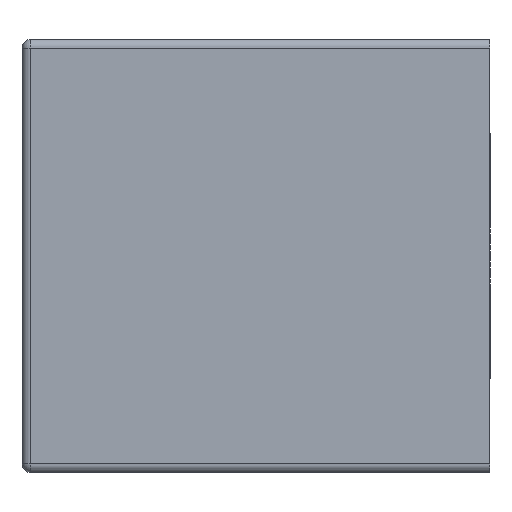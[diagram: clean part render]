
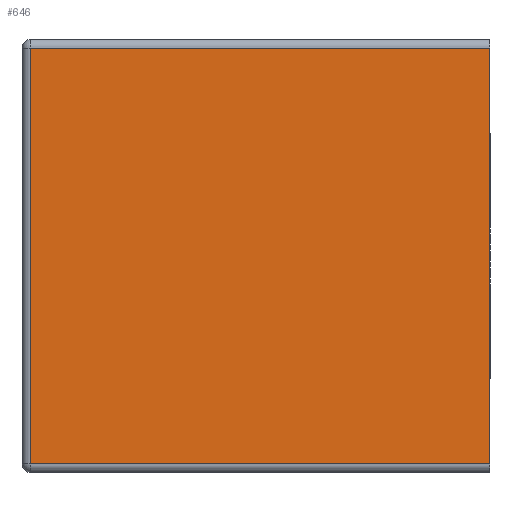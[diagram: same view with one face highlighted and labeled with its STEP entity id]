
A CAD part, left-side view. The second image highlights one B-rep face of the part: STEP entity #646.
In plain terms, the highlighted planar face has unit normal (-1, 0, 0).
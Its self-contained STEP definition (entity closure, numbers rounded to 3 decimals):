
#41 = EDGE_CURVE ( 'NONE', #130, #1203, #662, .T. ) ;
#53 = CARTESIAN_POINT ( 'NONE',  ( -114., 27., -12. ) ) ;
#60 = LINE ( 'NONE', #53, #1260 ) ;
#130 = VERTEX_POINT ( 'NONE', #486 ) ;
#134 = CARTESIAN_POINT ( 'NONE',  ( -114., 26.5, 12.5 ) ) ;
#156 = CARTESIAN_POINT ( 'NONE',  ( -114., 26.5, -12. ) ) ;
#158 = CARTESIAN_POINT ( 'NONE',  ( -114., 26.5, 12. ) ) ;
#236 = DIRECTION ( 'NONE',  ( 0., 0., -1. ) ) ;
#244 = PLANE ( 'NONE',  #309 ) ;
#249 = FACE_OUTER_BOUND ( 'NONE', #650, .T. ) ;
#309 = AXIS2_PLACEMENT_3D ( 'NONE', #653, #861, #1280 ) ;
#407 = VECTOR ( 'NONE', #236, 1000. ) ;
#428 = EDGE_CURVE ( 'NONE', #1203, #514, #1247, .T. ) ;
#466 = CARTESIAN_POINT ( 'NONE',  ( -114., 0., -12. ) ) ;
#476 = DIRECTION ( 'NONE',  ( 0., 0., -1. ) ) ;
#486 = CARTESIAN_POINT ( 'NONE',  ( -114., 0., 12. ) ) ;
#500 = VERTEX_POINT ( 'NONE', #466 ) ;
#514 = VERTEX_POINT ( 'NONE', #156 ) ;
#580 = EDGE_CURVE ( 'NONE', #514, #500, #60, .T. ) ;
#646 = ADVANCED_FACE ( 'NONE', ( #249 ), #244, .F. ) ;
#650 = EDGE_LOOP ( 'NONE', ( #922, #896, #813, #919 ) ) ;
#653 = CARTESIAN_POINT ( 'NONE',  ( -114., 27., 12.5 ) ) ;
#662 = LINE ( 'NONE', #158, #1330 ) ;
#772 = CARTESIAN_POINT ( 'NONE',  ( -114., 26.5, 12. ) ) ;
#776 = DIRECTION ( 'NONE',  ( 0., -1., 0. ) ) ;
#813 = ORIENTED_EDGE ( 'NONE', *, *, #1207, .F. ) ;
#861 = DIRECTION ( 'NONE',  ( 1., 0., 0. ) ) ;
#896 = ORIENTED_EDGE ( 'NONE', *, *, #580, .T. ) ;
#919 = ORIENTED_EDGE ( 'NONE', *, *, #41, .T. ) ;
#922 = ORIENTED_EDGE ( 'NONE', *, *, #428, .T. ) ;
#991 = DIRECTION ( 'NONE',  ( 0., 1., 0. ) ) ;
#1019 = VECTOR ( 'NONE', #476, 1000. ) ;
#1075 = LINE ( 'NONE', #1195, #1019 ) ;
#1195 = CARTESIAN_POINT ( 'NONE',  ( -114., 0., 12.5 ) ) ;
#1203 = VERTEX_POINT ( 'NONE', #772 ) ;
#1207 = EDGE_CURVE ( 'NONE', #130, #500, #1075, .T. ) ;
#1247 = LINE ( 'NONE', #134, #407 ) ;
#1260 = VECTOR ( 'NONE', #776, 1000. ) ;
#1280 = DIRECTION ( 'NONE',  ( 0., 0., -1. ) ) ;
#1330 = VECTOR ( 'NONE', #991, 1000. ) ;
